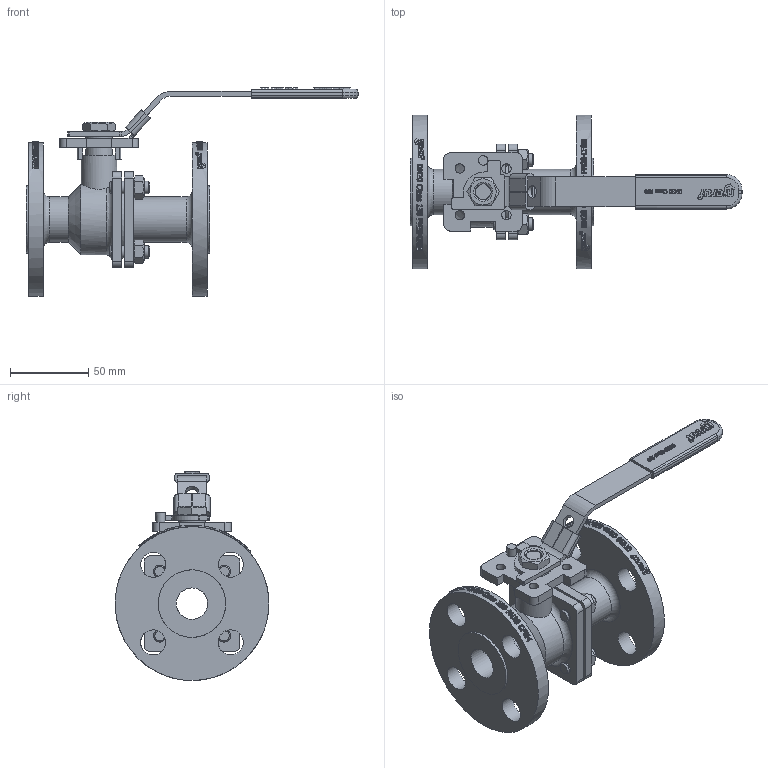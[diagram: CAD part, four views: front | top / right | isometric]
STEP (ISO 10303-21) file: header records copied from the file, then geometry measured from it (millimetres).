
FILE_DESCRIPTION(('HOOPS Exchange Step'),'2;1');
FILE_NAME('FK0601_DN20.stp','2025-08-04T13:40:55+02:00',('nieru'),('Unknown organisation'),'HOOPS Exchange 2024.2','HOOPS Exchange','Unknown authorisation');
FILE_SCHEMA( ('AP203_CONFIGURATION_CONTROLLED_3D_DESIGN_OF_MECHANICAL_PARTS_AND_ASSEMBLIES_MIM_LF') );
Length unit declared in the file: millimetre
Products named in the file (2): 0; root
Assembly tree (1 placements, depth 2):
  root
    0
Bounding box: 211.6 x 97.98 x 133.2 mm (x, y, z)
Volume: 263365.7 mm3; surface area: 87217.3 mm2
Topology: 1 solids, 1 shells, 1552 faces, 4346 edges, 2907 vertices
Faces by surface type: bspline 801, plane 542, cylinder 176, cone 25, torus 8
Full cylindrical faces by diameter (mm): 6 x5, 8 x13, 10.106 x1, 16 x8, 17 x1, 20 x1, 23 x2, 29 x2, 43 x2, 45 x2, 98 x2
Entity records: 95527 total; most frequent: CARTESIAN_POINT 61209, ORIENTED_EDGE 8692, EDGE_CURVE 4346, DIRECTION 3800, VERTEX_POINT 2907, B_SPLINE_CURVE_WITH_KNOTS 2378, EDGE_LOOP 1707, FACE_BOUND 1707
